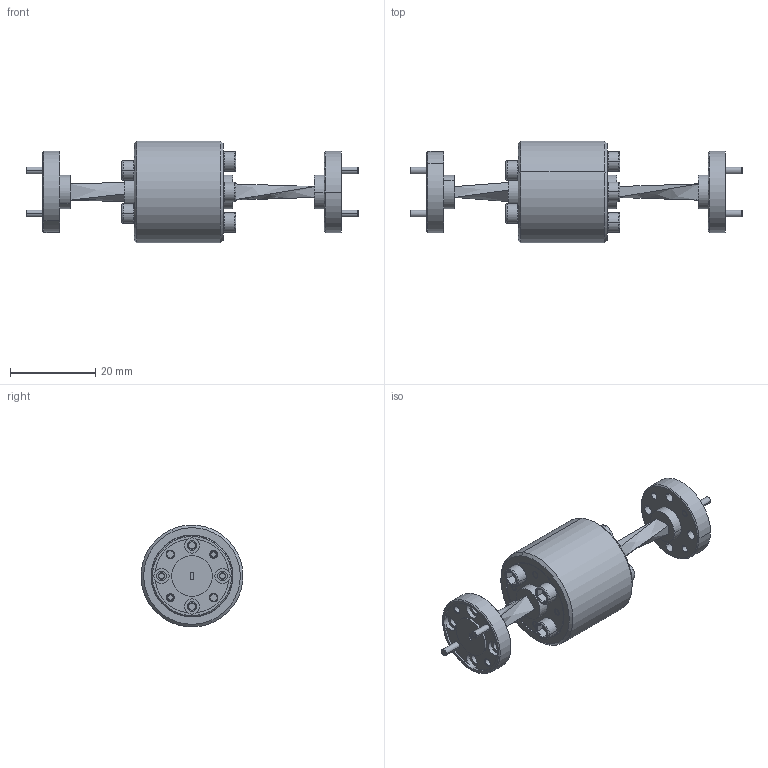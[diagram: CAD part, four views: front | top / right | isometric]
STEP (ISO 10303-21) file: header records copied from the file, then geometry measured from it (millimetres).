
FILE_DESCRIPTION (( 'STEP AP203' ), '1' );
FILE_NAME ('STF-06-91.STEP', '2023-04-17T18:17:39', ( '' ), ( '' ), 'SwSTEP 2.0', 'SolidWorks 2021', '' );
FILE_SCHEMA (( 'CONFIG_CONTROL_DESIGN' ));
Length unit declared in the file: inch
Products named in the file (1): STF-06-91
Bounding box: 77.67 x 23.84 x 23.84 mm (x, y, z)
Volume: 12163.6 mm3; surface area: 5693.2 mm2
Topology: 5 solids, 13 shells, 455 faces, 1028 edges, 643 vertices
Faces by surface type: cylinder 205, plane 149, cone 77, torus 16, bspline 8
Entity records: 12997 total; most frequent: CARTESIAN_POINT 2525, DIRECTION 2281, ORIENTED_EDGE 2056, EDGE_CURVE 1028, AXIS2_PLACEMENT_3D 888, VERTEX_POINT 643, EDGE_LOOP 547, VECTOR 505
